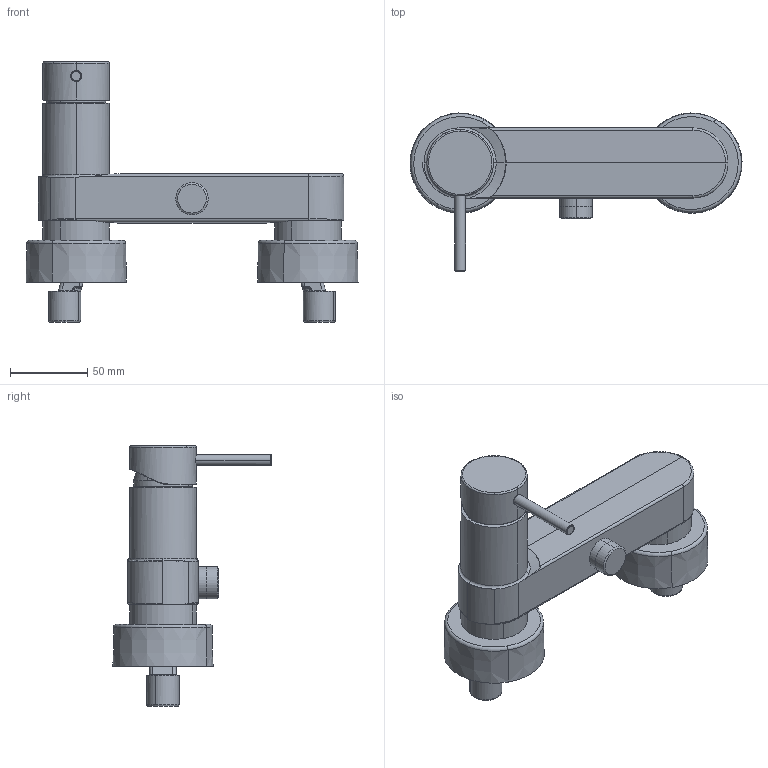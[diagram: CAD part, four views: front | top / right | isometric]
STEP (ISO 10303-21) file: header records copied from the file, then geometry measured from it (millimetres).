
FILE_DESCRIPTION (( 'STEP AP203' ), '1' );
FILE_NAME ('57670101.STEP', '2018-03-26T07:01:22', ( '' ), ( '' ), 'SwSTEP 2.0', 'SolidWorks 2016', '' );
FILE_SCHEMA (( 'CONFIG_CONTROL_DESIGN' ));
Length unit declared in the file: millimetre
Products named in the file (1): 57670101
Bounding box: 214.98 x 102.59 x 168.75 mm (x, y, z)
Volume: 601809.1 mm3; surface area: 67809.2 mm2
Topology: 1 solids, 1 shells, 223 faces, 548 edges, 328 vertices
Faces by surface type: bspline 70, cylinder 65, plane 41, torus 20, cone 19, sphere 8
Entity records: 11610 total; most frequent: CARTESIAN_POINT 7046, ORIENTED_EDGE 1080, DIRECTION 718, EDGE_CURVE 540, VERTEX_POINT 328, AXIS2_PLACEMENT_3D 293, EDGE_LOOP 232, B_SPLINE_CURVE_WITH_KNOTS 223
